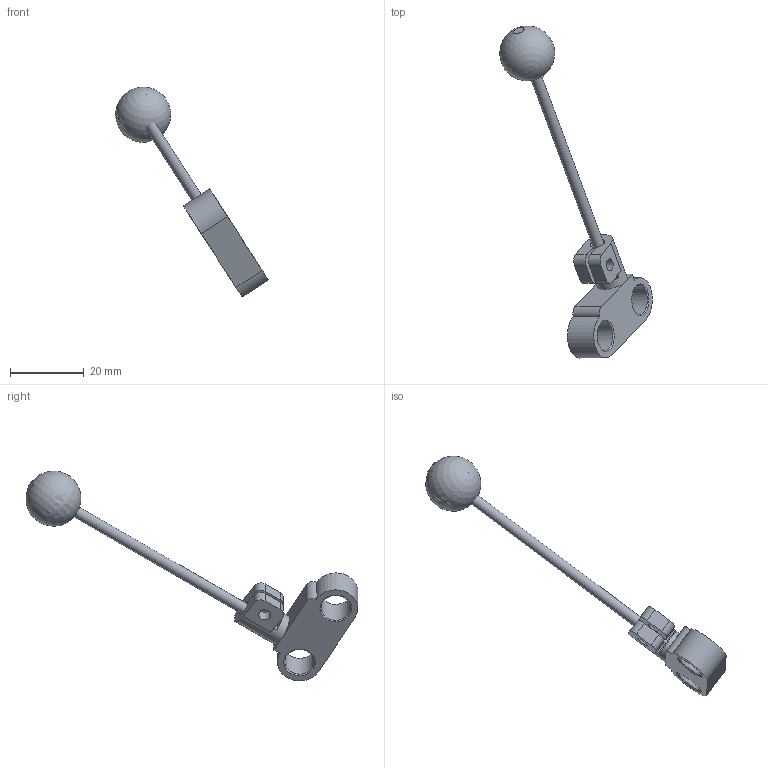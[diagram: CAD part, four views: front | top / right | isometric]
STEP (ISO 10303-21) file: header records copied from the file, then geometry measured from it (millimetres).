
FILE_DESCRIPTION(/* description */ (''),/* implementation_level */ '2;1');
FILE_NAME(/* name */ 'finger2.step',/* time_stamp */ '2025-05-29T20:23:06+07:00',/* author */ (''),/* organization */ (''),/* preprocessor_version */ 'ST-DEVELOPER v20.1',/* originating_system */ 'Autodesk Translation Framework v14.10.0.0',/* authorisation */ '');
FILE_SCHEMA (('AUTOMOTIVE_DESIGN { 1 0 10303 214 3 1 1 }'));
Length unit declared in the file: millimetre
Products named in the file (4): full_V4_doraemon_hand_fix; finger_V4; doraemon_arm; Doraemon_hand
Assembly tree (3 placements, depth 3):
  full_V4_doraemon_hand_fix
    finger_V4
      doraemon_arm
      Doraemon_hand
Bounding box: 41.46 x 90.1 x 56.99 mm (x, y, z)
Volume: 5616.6 mm3; surface area: 3878 mm2
Topology: 3 solids, 3 shells, 47 faces, 118 edges, 73 vertices
Faces by surface type: plane 21, cylinder 18, cone 5, bspline 2, sphere 1
Full cylindrical faces by diameter (mm): 3 x1, 3.3 x2, 8 x2, 8.5 x1
Entity records: 1593 total; most frequent: CARTESIAN_POINT 357, DIRECTION 255, ORIENTED_EDGE 228, EDGE_CURVE 114, AXIS2_PLACEMENT_3D 97, VERTEX_POINT 73, LINE 61, VECTOR 61
